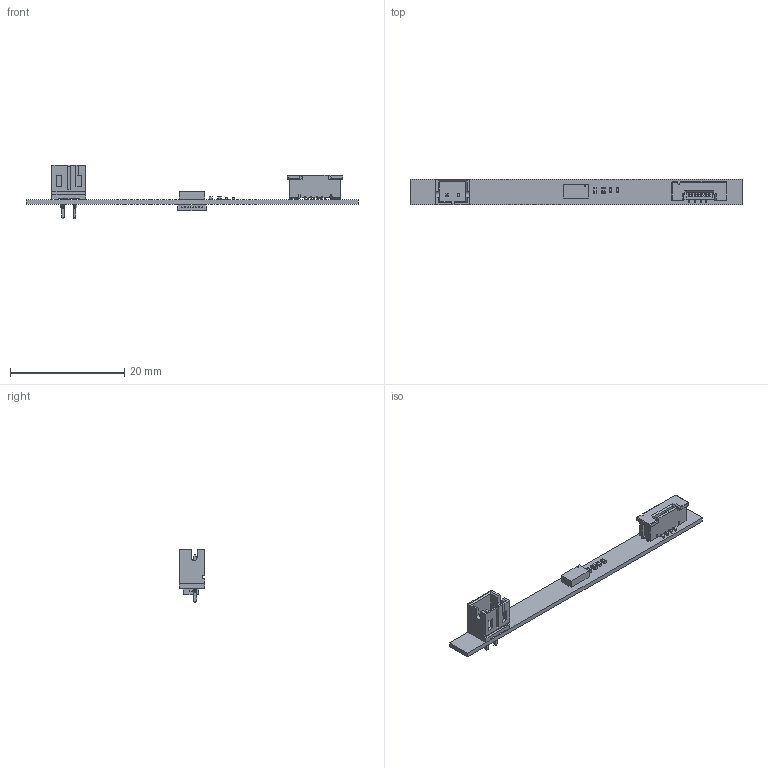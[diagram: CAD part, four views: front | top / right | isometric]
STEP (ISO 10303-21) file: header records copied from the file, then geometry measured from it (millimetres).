
FILE_DESCRIPTION(('KiCad electronic assembly'),'2;1');
FILE_NAME('CC_TOF.step','2022-02-26T12:22:57',('An Author'),('A Company' ),'Open CASCADE STEP processor 6.9','KiCad to STEP converter', 'Unknown');
FILE_SCHEMA(('AUTOMOTIVE_DESIGN { 1 0 10303 214 1 1 1 1 }'));
Length unit declared in the file: millimetre
Products named in the file (14): Open CASCADE STEP translator 6.9 1; VL53L4CDV0DH1; COMPOUND; LGA12_STM; c-1734742-8-o-3d; SOLID; B2B-PH-K-S_LF_SN_; Capacitor_Taiyo_Yuden_0402; Stackpole_Res_0402
Assembly tree (15 placements, depth 3):
  Open CASCADE STEP translator 6.9 1
    VL53L4CDV0DH1
      COMPOUND
    LGA12_STM
      COMPOUND
    c-1734742-8-o-3d
      SOLID
    B2B-PH-K-S_LF_SN_
      COMPOUND
    Capacitor_Taiyo_Yuden_0402  x2
      COMPOUND
    Stackpole_Res_0402  x2
      COMPOUND
    COMPOUND
Bounding box: 58 x 4.5 x 9.4 mm (x, y, z)
Volume: 394.4 mm3; surface area: 1364.1 mm2
Topology: 47 solids, 47 shells, 970 faces, 2494 edges, 1599 vertices
Faces by surface type: plane 828, cylinder 110, sphere 24, torus 8
Full cylindrical faces by diameter (mm): 0.127 x1, 0.222 x1, 0.86 x2
Entity records: 58667 total; most frequent: CARTESIAN_POINT 10427, DIRECTION 8742, LINE 6494, VECTOR 6494, ORIENTED_EDGE 4572, PCURVE 4572, DEFINITIONAL_REPRESENTATION 4572, EDGE_CURVE 2286
